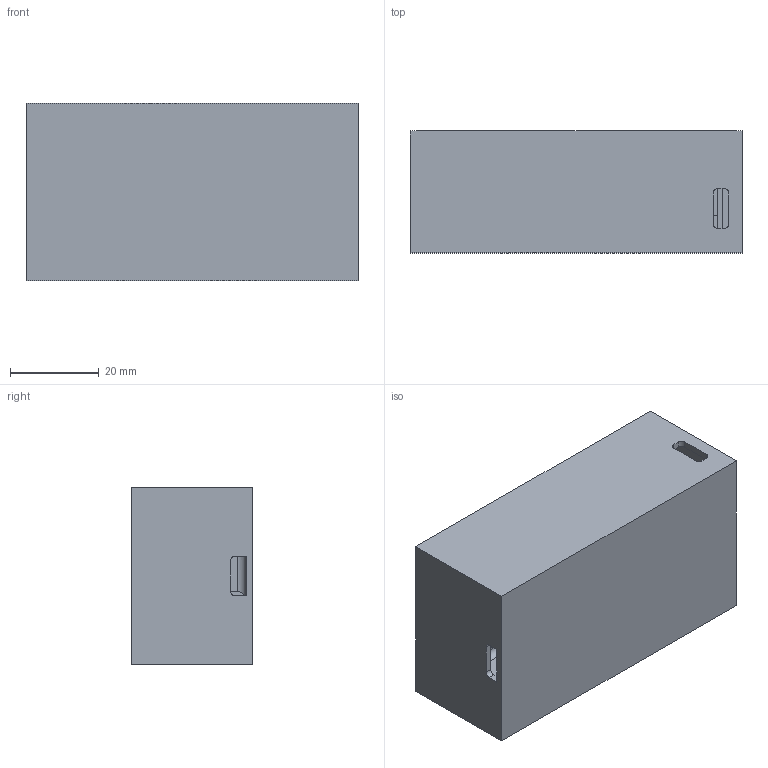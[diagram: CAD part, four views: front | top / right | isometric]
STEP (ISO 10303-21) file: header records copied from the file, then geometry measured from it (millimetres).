
FILE_DESCRIPTION (( 'STEP AP203' ), '1' );
FILE_NAME ('main_box_donjiDio_sBaterijom.STEP', '2023-02-15T18:26:11', ( '' ), ( '' ), 'SwSTEP 2.0', 'SolidWorks 2013', '' );
FILE_SCHEMA (( 'CONFIG_CONTROL_DESIGN' ));
Length unit declared in the file: millimetre
Products named in the file (1): main_box_donjiDio_sBaterijom
Bounding box: 75 x 27.5 x 40 mm (x, y, z)
Volume: 14604.6 mm3; surface area: 19475 mm2
Topology: 1 solids, 1 shells, 128 faces, 354 edges, 230 vertices
Faces by surface type: plane 62, cylinder 56, torus 9, bspline 1
Entity records: 4413 total; most frequent: CARTESIAN_POINT 991, ORIENTED_EDGE 708, DIRECTION 700, EDGE_CURVE 354, AXIS2_PLACEMENT_3D 245, VERTEX_POINT 230, VECTOR 210, LINE 210
